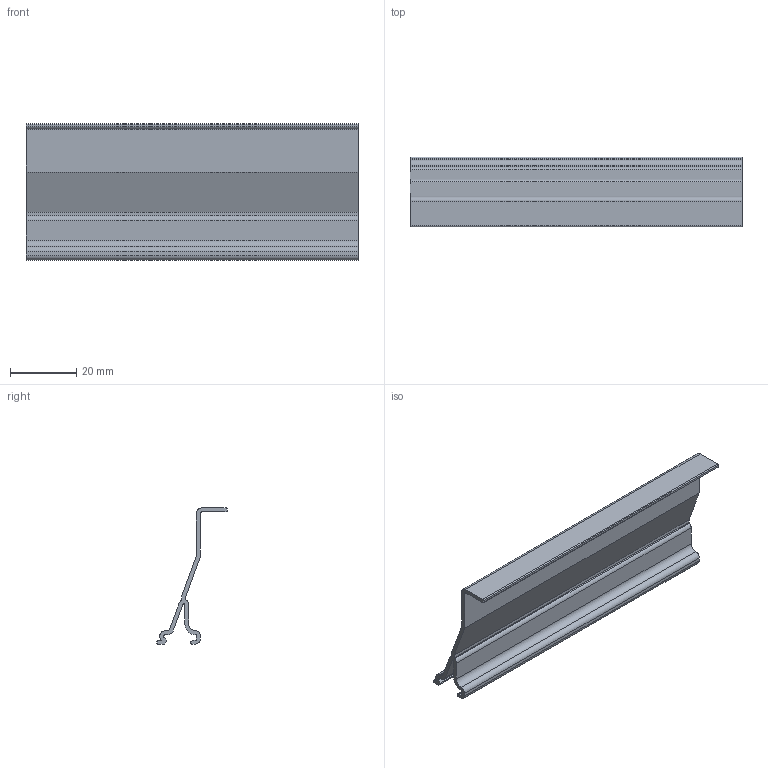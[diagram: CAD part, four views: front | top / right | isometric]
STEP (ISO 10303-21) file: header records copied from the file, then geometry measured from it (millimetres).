
FILE_DESCRIPTION(('CATIA V5 STEP Exchange','CAx-IF Rec.Pracs.--- Model Styling and Organization---1.4--- 2014-01-23'),'2;1');
FILE_NAME('638008.stp','2020-01-03T09:56:12+00:00',('none'),('none'),'CATIA Version 5-6 Release 2017 SP3','CATIA V5 STEP AP214','none');
FILE_SCHEMA(('AUTOMOTIVE_DESIGN { 1 0 10303 214 1 1 1 1 }'));
Length unit declared in the file: millimetre
Products named in the file (1): 638008
Bounding box: 100 x 21.1 x 41 mm (x, y, z)
Volume: 8362.8 mm3; surface area: 14321.6 mm2
Topology: 1 solids, 1 shells, 52 faces, 150 edges, 100 vertices
Faces by surface type: plane 29, cylinder 23
Entity records: 1672 total; most frequent: ORIENTED_EDGE 300, CARTESIAN_POINT 297, DIRECTION 242, EDGE_CURVE 150, VECTOR 104, LINE 104, VERTEX_POINT 100, AXIS2_PLACEMENT_3D 93
